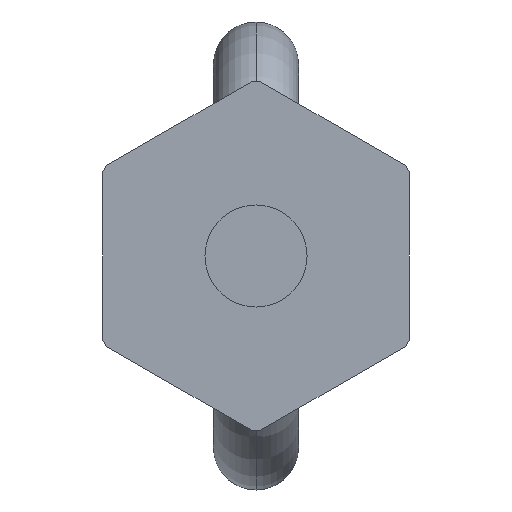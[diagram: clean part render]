
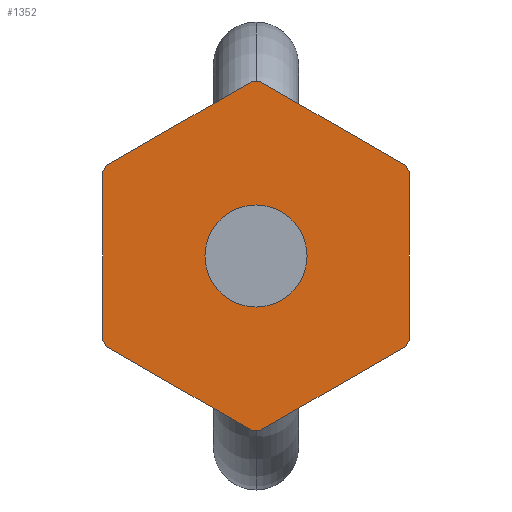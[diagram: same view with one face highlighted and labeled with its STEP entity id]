
A CAD part, front view. The second image highlights one B-rep face of the part: STEP entity #1352.
In plain terms, the highlighted planar face has unit normal (0, -1, 0).
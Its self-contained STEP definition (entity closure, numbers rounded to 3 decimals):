
#393=DIRECTION('',(-0.5,0.,0.866));
#394=VECTOR('',#393,0.866);
#395=CARTESIAN_POINT('',(18.,-41.,9.892));
#396=LINE('',#395,#394);
#397=DIRECTION('',(0.,0.,-1.));
#398=VECTOR('',#397,19.785);
#399=CARTESIAN_POINT('',(18.,-41.,9.892));
#400=LINE('',#399,#398);
#401=DIRECTION('',(0.5,0.,0.866));
#402=VECTOR('',#401,0.866);
#403=CARTESIAN_POINT('',(17.567,-41.,-10.642));
#404=LINE('',#403,#402);
#405=DIRECTION('',(-0.866,0.,-0.5));
#406=VECTOR('',#405,19.785);
#407=CARTESIAN_POINT('',(17.567,-41.,-10.642));
#408=LINE('',#407,#406);
#409=DIRECTION('',(1.,0.,0.));
#410=VECTOR('',#409,0.866);
#411=CARTESIAN_POINT('',(-0.433,-41.,-20.535));
#412=LINE('',#411,#410);
#413=DIRECTION('',(-0.866,0.,0.5));
#414=VECTOR('',#413,19.785);
#415=CARTESIAN_POINT('',(-0.433,-41.,-20.535));
#416=LINE('',#415,#414);
#417=DIRECTION('',(0.5,0.,-0.866));
#418=VECTOR('',#417,0.866);
#419=CARTESIAN_POINT('',(-18.,-41.,-9.892));
#420=LINE('',#419,#418);
#421=DIRECTION('',(0.,0.,1.));
#422=VECTOR('',#421,19.785);
#423=CARTESIAN_POINT('',(-18.,-41.,-9.892));
#424=LINE('',#423,#422);
#425=DIRECTION('',(-0.5,0.,-0.866));
#426=VECTOR('',#425,0.866);
#427=CARTESIAN_POINT('',(-17.567,-41.,10.642));
#428=LINE('',#427,#426);
#429=DIRECTION('',(0.866,0.,0.5));
#430=VECTOR('',#429,19.785);
#431=CARTESIAN_POINT('',(-17.567,-41.,10.642));
#432=LINE('',#431,#430);
#433=DIRECTION('',(-1.,0.,0.));
#434=VECTOR('',#433,0.866);
#435=CARTESIAN_POINT('',(0.433,-41.,20.535));
#436=LINE('',#435,#434);
#437=DIRECTION('',(0.866,0.,-0.5));
#438=VECTOR('',#437,19.785);
#439=CARTESIAN_POINT('',(0.433,-41.,20.535));
#440=LINE('',#439,#438);
#441=CARTESIAN_POINT('',(0.,-41.,0.));
#442=DIRECTION('',(0.,-1.,0.));
#443=DIRECTION('',(1.,0.,0.));
#444=AXIS2_PLACEMENT_3D('',#441,#442,#443);
#446=CARTESIAN_POINT('',(0.,-41.,0.));
#447=DIRECTION('',(0.,-1.,0.));
#448=DIRECTION('',(-1.,0.,0.));
#449=AXIS2_PLACEMENT_3D('',#446,#447,#448);
#803=CARTESIAN_POINT('',(18.,-41.,9.892));
#804=CARTESIAN_POINT('',(17.567,-41.,10.642));
#805=VERTEX_POINT('',#803);
#806=VERTEX_POINT('',#804);
#811=CARTESIAN_POINT('',(0.433,-41.,20.535));
#812=CARTESIAN_POINT('',(-0.433,-41.,20.535));
#813=VERTEX_POINT('',#811);
#814=VERTEX_POINT('',#812);
#819=CARTESIAN_POINT('',(-17.567,-41.,10.642));
#820=CARTESIAN_POINT('',(-18.,-41.,9.892));
#821=VERTEX_POINT('',#819);
#822=VERTEX_POINT('',#820);
#827=CARTESIAN_POINT('',(-18.,-41.,-9.892));
#828=CARTESIAN_POINT('',(-17.567,-41.,-10.642));
#829=VERTEX_POINT('',#827);
#830=VERTEX_POINT('',#828);
#835=CARTESIAN_POINT('',(-0.433,-41.,-20.535));
#836=CARTESIAN_POINT('',(0.433,-41.,-20.535));
#837=VERTEX_POINT('',#835);
#838=VERTEX_POINT('',#836);
#843=CARTESIAN_POINT('',(17.567,-41.,-10.642));
#844=CARTESIAN_POINT('',(18.,-41.,-9.892));
#845=VERTEX_POINT('',#843);
#846=VERTEX_POINT('',#844);
#855=CARTESIAN_POINT('',(6.,-41.,0.));
#856=CARTESIAN_POINT('',(-6.,-41.,0.));
#857=VERTEX_POINT('',#855);
#858=VERTEX_POINT('',#856);
#1316=CARTESIAN_POINT('',(0.,-41.,0.));
#1317=DIRECTION('',(0.,1.,0.));
#1318=DIRECTION('',(0.,0.,-1.));
#1319=AXIS2_PLACEMENT_3D('',#1316,#1317,#1318);
#1320=PLANE('',#1319);
#1321=ORIENTED_EDGE('',*,*,#1306,.F.);
#1323=ORIENTED_EDGE('',*,*,#1322,.T.);
#1325=ORIENTED_EDGE('',*,*,#1324,.F.);
#1327=ORIENTED_EDGE('',*,*,#1326,.T.);
#1329=ORIENTED_EDGE('',*,*,#1328,.F.);
#1331=ORIENTED_EDGE('',*,*,#1330,.T.);
#1333=ORIENTED_EDGE('',*,*,#1332,.F.);
#1335=ORIENTED_EDGE('',*,*,#1334,.T.);
#1337=ORIENTED_EDGE('',*,*,#1336,.F.);
#1339=ORIENTED_EDGE('',*,*,#1338,.T.);
#1341=ORIENTED_EDGE('',*,*,#1340,.F.);
#1343=ORIENTED_EDGE('',*,*,#1342,.T.);
#1344=EDGE_LOOP('',(#1321,#1323,#1325,#1327,#1329,#1331,#1333,#1335,#1337,#1339,
#1341,#1343));
#1345=FACE_OUTER_BOUND('',#1344,.F.);
#1347=ORIENTED_EDGE('',*,*,#1346,.T.);
#1349=ORIENTED_EDGE('',*,*,#1348,.T.);
#1350=EDGE_LOOP('',(#1347,#1349));
#1351=FACE_BOUND('',#1350,.F.);
#1352=ADVANCED_FACE('',(#1345,#1351),#1320,.F.);
#445=CIRCLE('',#444,6.);
#450=CIRCLE('',#449,6.);
#1306=EDGE_CURVE('',#805,#806,#396,.T.);
#1322=EDGE_CURVE('',#805,#846,#400,.T.);
#1324=EDGE_CURVE('',#845,#846,#404,.T.);
#1326=EDGE_CURVE('',#845,#838,#408,.T.);
#1328=EDGE_CURVE('',#837,#838,#412,.T.);
#1330=EDGE_CURVE('',#837,#830,#416,.T.);
#1332=EDGE_CURVE('',#829,#830,#420,.T.);
#1334=EDGE_CURVE('',#829,#822,#424,.T.);
#1336=EDGE_CURVE('',#821,#822,#428,.T.);
#1338=EDGE_CURVE('',#821,#814,#432,.T.);
#1340=EDGE_CURVE('',#813,#814,#436,.T.);
#1342=EDGE_CURVE('',#813,#806,#440,.T.);
#1346=EDGE_CURVE('',#857,#858,#445,.T.);
#1348=EDGE_CURVE('',#858,#857,#450,.T.);
